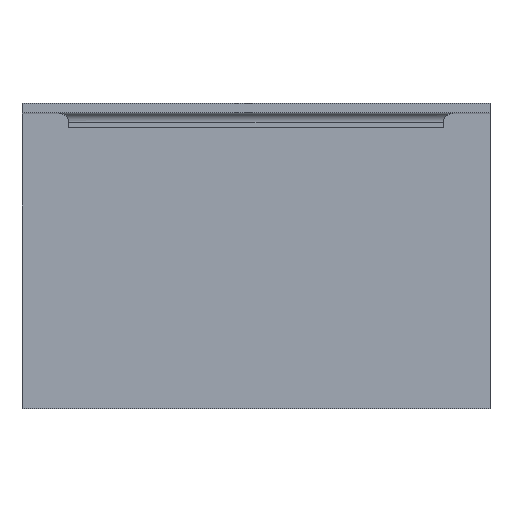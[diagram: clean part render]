
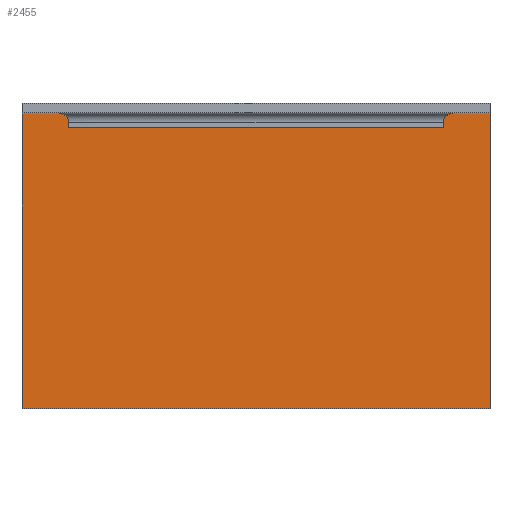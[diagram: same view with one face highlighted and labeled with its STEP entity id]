
A CAD part, top view. The second image highlights one B-rep face of the part: STEP entity #2455.
In plain terms, the highlighted planar face has unit normal (0, 0, 1).
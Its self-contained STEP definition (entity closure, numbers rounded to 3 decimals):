
#292=PLANE('',#2536);
#422=FACE_OUTER_BOUND('',#557,.T.);
#557=EDGE_LOOP('',(#2110,#2111,#2112,#2113));
#598=LINE('',#2873,#772);
#751=LINE('',#6919,#925);
#752=LINE('',#6920,#926);
#753=LINE('',#6921,#927);
#772=VECTOR('',#2579,10.);
#925=VECTOR('',#2818,10.);
#926=VECTOR('',#2819,10.);
#927=VECTOR('',#2820,10.);
#943=VERTEX_POINT('',#2869);
#945=VERTEX_POINT('',#2872);
#1149=VERTEX_POINT('',#6917);
#1150=VERTEX_POINT('',#6918);
#1169=EDGE_CURVE('',#945,#943,#598,.T.);
#1490=EDGE_CURVE('',#1149,#1150,#751,.T.);
#1491=EDGE_CURVE('',#1150,#945,#752,.T.);
#1492=EDGE_CURVE('',#1149,#943,#753,.T.);
#2110=ORIENTED_EDGE('',*,*,#1490,.T.);
#2111=ORIENTED_EDGE('',*,*,#1491,.T.);
#2112=ORIENTED_EDGE('',*,*,#1169,.T.);
#2113=ORIENTED_EDGE('',*,*,#1492,.F.);
#2455=ADVANCED_FACE('',(#422),#292,.T.);
#2536=AXIS2_PLACEMENT_3D('',#6916,#2816,#2817);
#2579=DIRECTION('',(-1.,0.,0.));
#2816=DIRECTION('center_axis',(0.,0.,1.));
#2817=DIRECTION('ref_axis',(1.,0.,0.));
#2818=DIRECTION('',(1.,0.,0.));
#2819=DIRECTION('',(0.,1.,0.));
#2820=DIRECTION('',(0.,1.,0.));
#2869=CARTESIAN_POINT('',(-50.,63.,1.));
#2872=CARTESIAN_POINT('',(50.,63.,1.));
#2873=CARTESIAN_POINT('',(-50.,63.,1.));
#6916=CARTESIAN_POINT('Origin',(-50.,0.,1.));
#6917=CARTESIAN_POINT('',(-50.,0.,1.));
#6918=CARTESIAN_POINT('',(50.,0.,1.));
#6919=CARTESIAN_POINT('',(-50.,0.,1.));
#6920=CARTESIAN_POINT('',(50.,0.,1.));
#6921=CARTESIAN_POINT('',(-50.,0.,1.));
